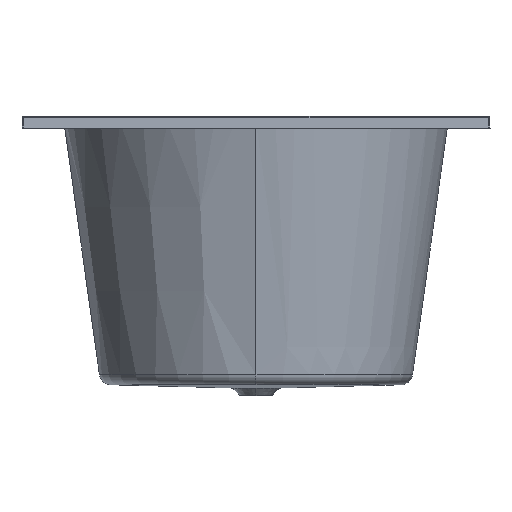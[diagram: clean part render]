
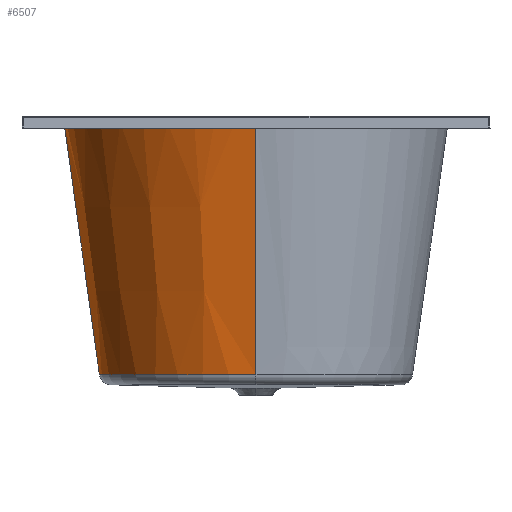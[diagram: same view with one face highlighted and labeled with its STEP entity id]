
A CAD part, left-side view. The second image highlights one B-rep face of the part: STEP entity #6507.
In plain terms, the highlighted conical face has half-angle 8 degrees and reference radius 298.47 mm.
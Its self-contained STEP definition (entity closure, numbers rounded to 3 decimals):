
#144=CARTESIAN_POINT('',(-500.002,328.825,-10.363));
#166=CARTESIAN_POINT('',(-811.286,105.944,-10.402));
#1214=DIRECTION('',(0.139,0.,-0.99));
#1215=VECTOR('',#1214,436.211);
#1216=CARTESIAN_POINT('',(-828.823,0.,
-10.383));
#1217=LINE('',#1216,#1215);
#1283=CARTESIAN_POINT('',(-828.823,0.,
-10.383));
#1284=CARTESIAN_POINT('',(-828.823,3.998,
-10.383));
#1285=CARTESIAN_POINT('',(-828.677,11.992,
-10.384));
#1286=CARTESIAN_POINT('',(-828.021,23.966,
-10.384));
#1287=CARTESIAN_POINT('',(-826.93,35.908,
-10.383));
#1288=CARTESIAN_POINT('',(-825.404,47.799,
-10.381));
#1289=CARTESIAN_POINT('',(-823.446,59.626,
-10.381));
#1290=CARTESIAN_POINT('',(-821.058,71.372,
-10.382));
#1291=CARTESIAN_POINT('',(-818.244,83.024,
-10.385));
#1292=CARTESIAN_POINT('',(-815.008,94.56,
-10.392));
#1293=CARTESIAN_POINT('',(-812.572,102.165,
-10.398));
#1294=CARTESIAN_POINT('',(-811.286,105.944,
-10.402));
#1296=CARTESIAN_POINT('',(-500.002,328.825,
-10.363));
#1297=CARTESIAN_POINT('',(-517.029,328.825,
-10.364));
#1298=CARTESIAN_POINT('',(-551.079,326.172,
-10.379));
#1299=CARTESIAN_POINT('',(-600.93,314.334,
-10.433));
#1300=CARTESIAN_POINT('',(-648.343,294.928,
-10.478));
#1301=CARTESIAN_POINT('',(-684.88,272.837,
-10.504));
#1302=CARTESIAN_POINT('',(-711.794,251.937,
-10.518));
#1303=CARTESIAN_POINT('',(-737.007,229.013,
-10.523));
#1304=CARTESIAN_POINT('',(-765.047,196.818,
-10.494));
#1305=CARTESIAN_POINT('',(-792.313,153.44,
-10.456));
#1306=CARTESIAN_POINT('',(-805.797,122.062,
-10.421));
#1307=CARTESIAN_POINT('',(-811.286,105.944,
-10.402));
#1315=DIRECTION('',(0.,0.139,0.99));
#1316=VECTOR('',#1315,388.979);
#1317=CARTESIAN_POINT('',(-500.002,274.69,
-395.557));
#1318=LINE('',#1317,#1316);
#2432=CARTESIAN_POINT('',(-500.,0.,
-442.348));
#2433=DIRECTION('',(0.,0.,1.));
#2434=DIRECTION('',(0.,1.,0.));
#2435=AXIS2_PLACEMENT_3D('',#2432,#2433,#2434);
#2472=DIRECTION('',(0.,-0.139,-0.99));
#2473=VECTOR('',#2472,47.252);
#2474=CARTESIAN_POINT('',(-500.002,274.69,
-395.557));
#2475=LINE('',#2474,#2473);
#2836=VERTEX_POINT('',#166);
#2880=VERTEX_POINT('',#1283);
#2967=VERTEX_POINT('',#144);
#3005=CARTESIAN_POINT('',(-768.114,0.,
-442.348));
#3006=VERTEX_POINT('',#3005);
#3008=CARTESIAN_POINT('',(-500.004,268.114,
-442.348));
#3009=VERTEX_POINT('',#3008);
#3010=CARTESIAN_POINT('',(-500.002,274.69,
-395.557));
#3011=VERTEX_POINT('',#3010);
#6490=CARTESIAN_POINT('',(-500.,0.,-226.356));
#6491=DIRECTION('',(0.,0.,1.));
#6492=DIRECTION('',(-1.,0.,0.));
#6493=AXIS2_PLACEMENT_3D('',#6490,#6491,#6492);
#6494=CONICAL_SURFACE('',#6493,298.47,8.);
#6496=ORIENTED_EDGE('',*,*,#6495,.T.);
#6497=ORIENTED_EDGE('',*,*,#3567,.F.);
#6499=ORIENTED_EDGE('',*,*,#6498,.F.);
#6501=ORIENTED_EDGE('',*,*,#6500,.T.);
#6503=ORIENTED_EDGE('',*,*,#6502,.T.);
#6504=ORIENTED_EDGE('',*,*,#6474,.F.);
#6505=EDGE_LOOP('',(#6496,#6497,#6499,#6501,#6503,#6504));
#6506=FACE_OUTER_BOUND('',#6505,.F.);
#6507=ADVANCED_FACE('',(#6506),#6494,.F.);
#1295=B_SPLINE_CURVE_WITH_KNOTS('',3,(#1283,#1284,#1285,#1286,#1287,#1288,#1289,
#1290,#1291,#1292,#1293,#1294),.UNSPECIFIED.,.F.,.F.,(4,1,1,1,1,1,1,1,1,4),
(0.,0.111,0.222,0.333,0.444,
0.556,0.667,0.778,0.889,1.),
.UNSPECIFIED.);
#1308=B_SPLINE_CURVE_WITH_KNOTS('',3,(#1296,#1297,#1298,#1299,#1300,#1301,#1302,
#1303,#1304,#1305,#1306,#1307),.UNSPECIFIED.,.F.,.F.,(4,1,1,1,1,1,1,1,1,4),
(0.,0.125,0.25,0.375,0.5,
0.563,0.625,0.75,0.875,1.),
.UNSPECIFIED.);
#2436=CIRCLE('',#2435,268.114);
#3567=EDGE_CURVE('',#2967,#2836,#1308,.T.);
#6474=EDGE_CURVE('',#2880,#3006,#1217,.T.);
#6495=EDGE_CURVE('',#2880,#2836,#1295,.T.);
#6498=EDGE_CURVE('',#3011,#2967,#1318,.T.);
#6500=EDGE_CURVE('',#3011,#3009,#2475,.T.);
#6502=EDGE_CURVE('',#3009,#3006,#2436,.T.);
